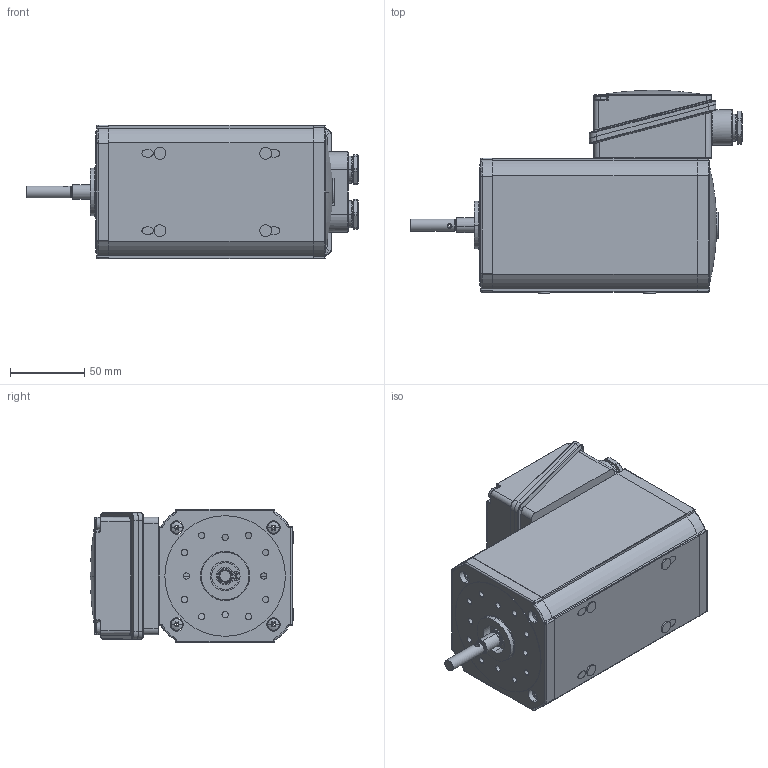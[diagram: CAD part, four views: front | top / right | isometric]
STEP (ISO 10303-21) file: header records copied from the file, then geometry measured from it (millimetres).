
FILE_DESCRIPTION(('STEP AP214'),'1');
FILE_NAME('tmp0.STP','2015-04-07T09:40:04',(' '),(' '),'Spatial InterOp 3D',' ',' ');
FILE_SCHEMA(('automotive_design'));
Length unit declared in the file: millimetre
Products named in the file (764): NONE; 2; 1
Bounding box: 223.05 x 136.5 x 90 mm (x, y, z)
Volume: 18150 mm3; surface area: 137725.8 mm2
Topology: 2 solids, 764 shells, 774 faces, 3595 edges, 3562 vertices
Faces by surface type: plane 318, cylinder 293, sphere 48, torus 46, bspline 43, cone 26
Entity records: 66449 total; most frequent: CARTESIAN_POINT 13163, DIRECTION 7539, ORIENTED_EDGE 3594, EDGE_CURVE 3570, VERTEX_POINT 3562, AXIS2_PLACEMENT_3D 2904, LINE 1731, VECTOR 1731
